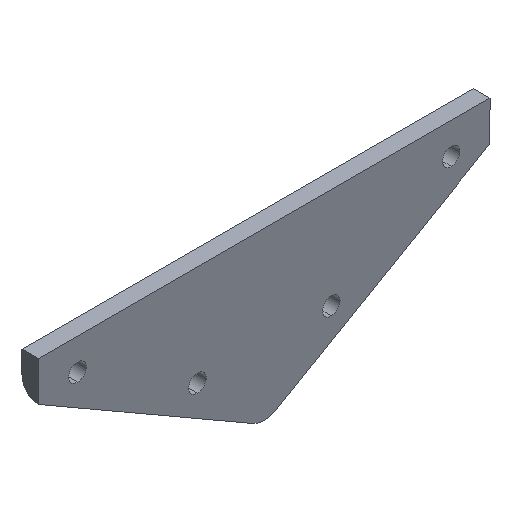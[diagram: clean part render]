
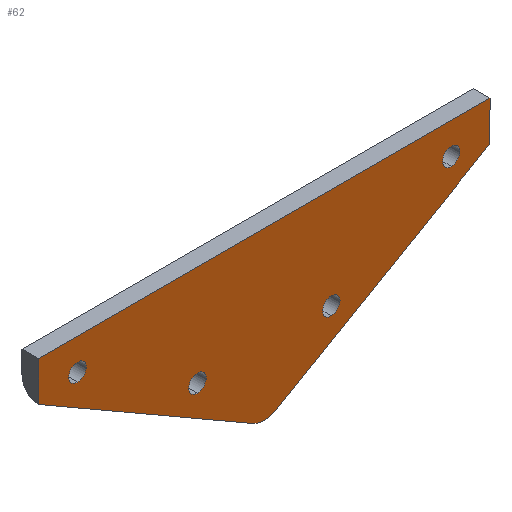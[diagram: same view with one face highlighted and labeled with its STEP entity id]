
A CAD part, isometric view. The second image highlights one B-rep face of the part: STEP entity #62.
In plain terms, the highlighted planar face has unit normal (0, -1, 0).
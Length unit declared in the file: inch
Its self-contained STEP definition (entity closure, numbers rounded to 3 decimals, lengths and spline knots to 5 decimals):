
#3 = DIRECTION ( 'NONE',  ( 0., 1., 0. ) ) ;
#10 = VECTOR ( 'NONE', #174, 39.37008 ) ;
#11 = ORIENTED_EDGE ( 'NONE', *, *, #137, .T. ) ;
#23 = VERTEX_POINT ( 'NONE', #358 ) ;
#25 = ORIENTED_EDGE ( 'NONE', *, *, #250, .F. ) ;
#31 = CIRCLE ( 'NONE', #454, 0.0365 ) ;
#35 = EDGE_CURVE ( 'NONE', #127, #23, #252, .T. ) ;
#39 = DIRECTION ( 'NONE',  ( -0.866, 0., -0.5 ) ) ;
#43 = LINE ( 'NONE', #615, #97 ) ;
#45 = CARTESIAN_POINT ( 'NONE',  ( 0.78758, 0.31, -0.9635 ) ) ;
#49 = LINE ( 'NONE', #109, #477 ) ;
#54 = CIRCLE ( 'NONE', #168, 0.0365 ) ;
#62 = ADVANCED_FACE ( 'NONE', ( #544, #212, #434, #323, #610 ), #204, .F. ) ;
#66 = DIRECTION ( 'NONE',  ( -0.866, 0., 0.5 ) ) ;
#75 = VECTOR ( 'NONE', #385, 39.37008 ) ;
#82 = VERTEX_POINT ( 'NONE', #152 ) ;
#97 = VECTOR ( 'NONE', #39, 39.37008 ) ;
#102 = CARTESIAN_POINT ( 'NONE',  ( -0.93872, 0.31, -0.7973 ) ) ;
#109 = CARTESIAN_POINT ( 'NONE',  ( -0.93872, 0.31, -0.7973 ) ) ;
#114 = VERTEX_POINT ( 'NONE', #496 ) ;
#120 = EDGE_CURVE ( 'NONE', #285, #283, #54, .T. ) ;
#122 = CIRCLE ( 'NONE', #688, 0.1 ) ;
#127 = VERTEX_POINT ( 'NONE', #606 ) ;
#137 = EDGE_CURVE ( 'NONE', #717, #749, #591, .T. ) ;
#149 = EDGE_CURVE ( 'NONE', #506, #445, #614, .T. ) ;
#151 = DIRECTION ( 'NONE',  ( 0., 1., 0. ) ) ;
#152 = CARTESIAN_POINT ( 'NONE',  ( -0.77639, 0.31, -0.9635 ) ) ;
#154 = CARTESIAN_POINT ( 'NONE',  ( 0., 0.31, 0. ) ) ;
#155 = DIRECTION ( 'NONE',  ( 0., 0., -1. ) ) ;
#160 = DIRECTION ( 'NONE',  ( 0., 0., 1. ) ) ;
#164 = CARTESIAN_POINT ( 'NONE',  ( 0.94991, 0.31, -0.96304 ) ) ;
#166 = DIRECTION ( 'NONE',  ( 0., 0., 1. ) ) ;
#168 = AXIS2_PLACEMENT_3D ( 'NONE', #440, #151, #672 ) ;
#170 = ORIENTED_EDGE ( 'NONE', *, *, #601, .T. ) ;
#171 = CARTESIAN_POINT ( 'NONE',  ( 0.28577, 0.31, -1.25453 ) ) ;
#173 = CIRCLE ( 'NONE', #222, 0.0365 ) ;
#174 = DIRECTION ( 'NONE',  ( 0., 0., 1. ) ) ;
#189 = CARTESIAN_POINT ( 'NONE',  ( -0.77639, 0.31, -0.927 ) ) ;
#196 = ORIENTED_EDGE ( 'NONE', *, *, #401, .T. ) ;
#204 = PLANE ( 'NONE',  #378 ) ;
#212 = FACE_BOUND ( 'NONE', #393, .T. ) ;
#213 = CARTESIAN_POINT ( 'NONE',  ( 0.78758, 0.31, -0.927 ) ) ;
#222 = AXIS2_PLACEMENT_3D ( 'NONE', #265, #375, #611 ) ;
#235 = CIRCLE ( 'NONE', #727, 0.0365 ) ;
#240 = DIRECTION ( 'NONE',  ( 0., 0., 1. ) ) ;
#241 = CARTESIAN_POINT ( 'NONE',  ( 0.28577, 0.31, -1.18153 ) ) ;
#250 = EDGE_CURVE ( 'NONE', #647, #686, #49, .T. ) ;
#252 = LINE ( 'NONE', #351, #314 ) ;
#260 = CIRCLE ( 'NONE', #655, 0.0365 ) ;
#265 = CARTESIAN_POINT ( 'NONE',  ( -0.27458, 0.31, -1.21803 ) ) ;
#268 = CARTESIAN_POINT ( 'NONE',  ( 0.94991, 0.31, -0.7973 ) ) ;
#269 = EDGE_CURVE ( 'NONE', #23, #647, #291, .T. ) ;
#273 = DIRECTION ( 'NONE',  ( 0., 1., 0. ) ) ;
#274 = DIRECTION ( 'NONE',  ( 0., 1., 0. ) ) ;
#283 = VERTEX_POINT ( 'NONE', #691 ) ;
#285 = VERTEX_POINT ( 'NONE', #45 ) ;
#291 = LINE ( 'NONE', #633, #10 ) ;
#308 = DIRECTION ( 'NONE',  ( 0., 0., -1. ) ) ;
#314 = VECTOR ( 'NONE', #66, 39.37008 ) ;
#315 = ORIENTED_EDGE ( 'NONE', *, *, #561, .T. ) ;
#318 = DIRECTION ( 'NONE',  ( 0., 0., 1. ) ) ;
#323 = FACE_BOUND ( 'NONE', #592, .T. ) ;
#326 = CARTESIAN_POINT ( 'NONE',  ( -0.27458, 0.31, -1.21803 ) ) ;
#328 = CARTESIAN_POINT ( 'NONE',  ( -0.77639, 0.31, -0.927 ) ) ;
#344 = ORIENTED_EDGE ( 'NONE', *, *, #269, .F. ) ;
#351 = CARTESIAN_POINT ( 'NONE',  ( 0.00561, 0.31, -1.50824 ) ) ;
#356 = DIRECTION ( 'NONE',  ( 0., 0., 1. ) ) ;
#358 = CARTESIAN_POINT ( 'NONE',  ( -0.93872, 0.31, -0.96304 ) ) ;
#359 = CARTESIAN_POINT ( 'NONE',  ( 0.00561, 0.31, -1.39277 ) ) ;
#363 = EDGE_CURVE ( 'NONE', #114, #450, #625, .T. ) ;
#375 = DIRECTION ( 'NONE',  ( 0., 1., 0. ) ) ;
#378 = AXIS2_PLACEMENT_3D ( 'NONE', #154, #666, #318 ) ;
#380 = DIRECTION ( 'NONE',  ( 0., 0., -1. ) ) ;
#385 = DIRECTION ( 'NONE',  ( 0., 0., -1. ) ) ;
#393 = EDGE_LOOP ( 'NONE', ( #473, #315 ) ) ;
#401 = EDGE_CURVE ( 'NONE', #749, #717, #683, .T. ) ;
#402 = ORIENTED_EDGE ( 'NONE', *, *, #604, .F. ) ;
#417 = ORIENTED_EDGE ( 'NONE', *, *, #149, .T. ) ;
#419 = DIRECTION ( 'NONE',  ( 0., -1., 0. ) ) ;
#427 = EDGE_LOOP ( 'NONE', ( #626, #170 ) ) ;
#428 = DIRECTION ( 'NONE',  ( 0., 0., 1. ) ) ;
#434 = FACE_BOUND ( 'NONE', #427, .T. ) ;
#436 = CARTESIAN_POINT ( 'NONE',  ( 0.94991, 0.31, -0.96304 ) ) ;
#440 = CARTESIAN_POINT ( 'NONE',  ( 0.78758, 0.31, -0.927 ) ) ;
#445 = VERTEX_POINT ( 'NONE', #703 ) ;
#450 = VERTEX_POINT ( 'NONE', #599 ) ;
#454 = AXIS2_PLACEMENT_3D ( 'NONE', #189, #3, #240 ) ;
#460 = DIRECTION ( 'NONE',  ( 1., 0., 0. ) ) ;
#462 = EDGE_CURVE ( 'NONE', #82, #501, #31, .T. ) ;
#473 = ORIENTED_EDGE ( 'NONE', *, *, #462, .T. ) ;
#477 = VECTOR ( 'NONE', #460, 39.37008 ) ;
#486 = ORIENTED_EDGE ( 'NONE', *, *, #363, .T. ) ;
#496 = CARTESIAN_POINT ( 'NONE',  ( 0.00561, 0.31, -1.49277 ) ) ;
#501 = VERTEX_POINT ( 'NONE', #560 ) ;
#503 = LINE ( 'NONE', #164, #75 ) ;
#506 = VERTEX_POINT ( 'NONE', #733 ) ;
#507 = CARTESIAN_POINT ( 'NONE',  ( 0.00561, 0.31, -1.39277 ) ) ;
#509 = EDGE_LOOP ( 'NONE', ( #566, #661, #486, #402, #690, #25, #344 ) ) ;
#518 = AXIS2_PLACEMENT_3D ( 'NONE', #729, #607, #380 ) ;
#524 = VERTEX_POINT ( 'NONE', #436 ) ;
#544 = FACE_OUTER_BOUND ( 'NONE', #509, .T. ) ;
#558 = DIRECTION ( 'NONE',  ( 0., -1., 0. ) ) ;
#560 = CARTESIAN_POINT ( 'NONE',  ( -0.77639, 0.31, -0.8905 ) ) ;
#561 = EDGE_CURVE ( 'NONE', #501, #82, #260, .T. ) ;
#566 = ORIENTED_EDGE ( 'NONE', *, *, #35, .F. ) ;
#588 = CARTESIAN_POINT ( 'NONE',  ( 0.28577, 0.31, -1.21803 ) ) ;
#591 = CIRCLE ( 'NONE', #518, 0.0365 ) ;
#592 = EDGE_LOOP ( 'NONE', ( #702, #417 ) ) ;
#595 = DIRECTION ( 'NONE',  ( 0., 1., 0. ) ) ;
#599 = CARTESIAN_POINT ( 'NONE',  ( 0.05561, 0.31, -1.47937 ) ) ;
#601 = EDGE_CURVE ( 'NONE', #283, #285, #235, .T. ) ;
#604 = EDGE_CURVE ( 'NONE', #524, #450, #43, .T. ) ;
#606 = CARTESIAN_POINT ( 'NONE',  ( -0.04439, 0.31, -1.47937 ) ) ;
#607 = DIRECTION ( 'NONE',  ( 0., 1., 0. ) ) ;
#610 = FACE_BOUND ( 'NONE', #714, .T. ) ;
#611 = DIRECTION ( 'NONE',  ( 0., 0., 1. ) ) ;
#614 = CIRCLE ( 'NONE', #671, 0.0365 ) ;
#615 = CARTESIAN_POINT ( 'NONE',  ( 0.00561, 0.31, -1.50824 ) ) ;
#620 = EDGE_CURVE ( 'NONE', #686, #524, #503, .T. ) ;
#625 = CIRCLE ( 'NONE', #723, 0.1 ) ;
#626 = ORIENTED_EDGE ( 'NONE', *, *, #120, .T. ) ;
#633 = CARTESIAN_POINT ( 'NONE',  ( -0.93872, 0.31, -0.96304 ) ) ;
#637 = AXIS2_PLACEMENT_3D ( 'NONE', #588, #595, #308 ) ;
#647 = VERTEX_POINT ( 'NONE', #102 ) ;
#655 = AXIS2_PLACEMENT_3D ( 'NONE', #328, #673, #160 ) ;
#660 = EDGE_CURVE ( 'NONE', #127, #114, #122, .T. ) ;
#661 = ORIENTED_EDGE ( 'NONE', *, *, #660, .T. ) ;
#666 = DIRECTION ( 'NONE',  ( 0., 1., 0. ) ) ;
#671 = AXIS2_PLACEMENT_3D ( 'NONE', #326, #273, #428 ) ;
#672 = DIRECTION ( 'NONE',  ( 0., 0., -1. ) ) ;
#673 = DIRECTION ( 'NONE',  ( 0., 1., 0. ) ) ;
#676 = EDGE_CURVE ( 'NONE', #445, #506, #173, .T. ) ;
#683 = CIRCLE ( 'NONE', #637, 0.0365 ) ;
#686 = VERTEX_POINT ( 'NONE', #268 ) ;
#688 = AXIS2_PLACEMENT_3D ( 'NONE', #507, #558, #166 ) ;
#690 = ORIENTED_EDGE ( 'NONE', *, *, #620, .F. ) ;
#691 = CARTESIAN_POINT ( 'NONE',  ( 0.78758, 0.31, -0.8905 ) ) ;
#702 = ORIENTED_EDGE ( 'NONE', *, *, #676, .T. ) ;
#703 = CARTESIAN_POINT ( 'NONE',  ( -0.27458, 0.31, -1.25453 ) ) ;
#714 = EDGE_LOOP ( 'NONE', ( #196, #11 ) ) ;
#717 = VERTEX_POINT ( 'NONE', #241 ) ;
#723 = AXIS2_PLACEMENT_3D ( 'NONE', #359, #419, #356 ) ;
#727 = AXIS2_PLACEMENT_3D ( 'NONE', #213, #274, #155 ) ;
#729 = CARTESIAN_POINT ( 'NONE',  ( 0.28577, 0.31, -1.21803 ) ) ;
#733 = CARTESIAN_POINT ( 'NONE',  ( -0.27458, 0.31, -1.18153 ) ) ;
#749 = VERTEX_POINT ( 'NONE', #171 ) ;
